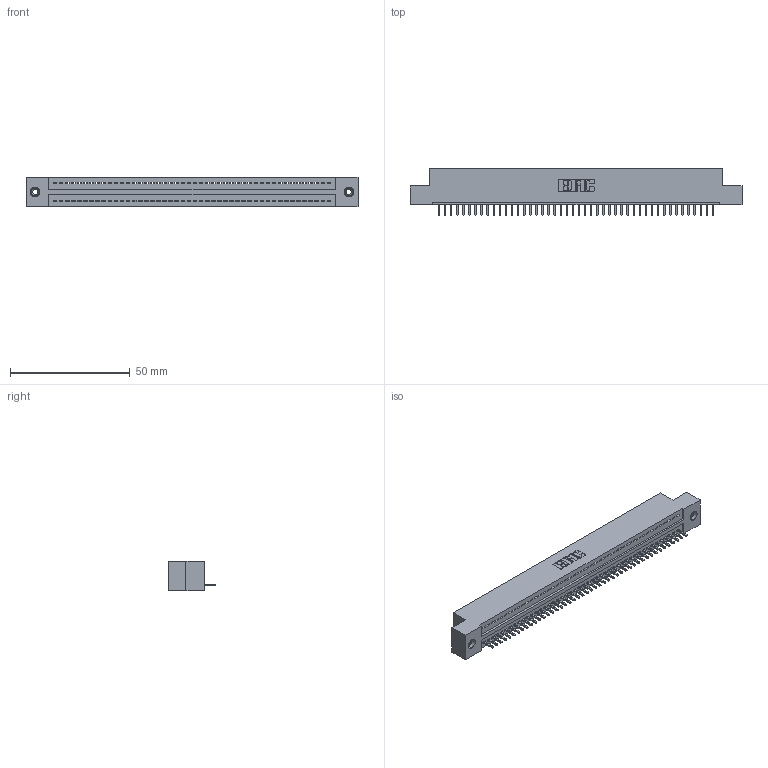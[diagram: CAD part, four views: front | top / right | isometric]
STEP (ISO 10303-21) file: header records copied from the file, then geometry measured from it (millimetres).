
FILE_DESCRIPTION (( 'STEP AP203' ), '1' );
FILE_NAME ('325-046-520-108.STEP', '2020-02-24T22:52:37', ( '' ), ( '' ), 'SwSTEP 2.0', 'SolidWorks 2016', '' );
FILE_SCHEMA (( 'CONFIG_CONTROL_DESIGN' ));
Length unit declared in the file: inch
Products named in the file (4): 325-046-520-108; 345-250-001_345-250-003-102; 325-292-001_325-293-120; 325 Part_TI
Assembly tree (49 placements, depth 2):
  325-046-520-108
    325 Part_TI
    325-292-001_325-293-120  x46
    345-250-001_345-250-003-102  x2
Bounding box: 138.56 x 19.68 x 12.45 mm (x, y, z)
Volume: 17495.9 mm3; surface area: 18713.9 mm2
Topology: 49 solids, 49 shells, 2842 faces, 8543 edges, 5626 vertices
Faces by surface type: plane 2034, cylinder 792, cone 12, torus 4
Entity records: 28808 total; most frequent: CARTESIAN_POINT 4951, ORIENTED_EDGE 4926, DIRECTION 4201, EDGE_CURVE 2463, LINE 2315, VECTOR 2315, VERTEX_POINT 1636, AXIS2_PLACEMENT_3D 943
